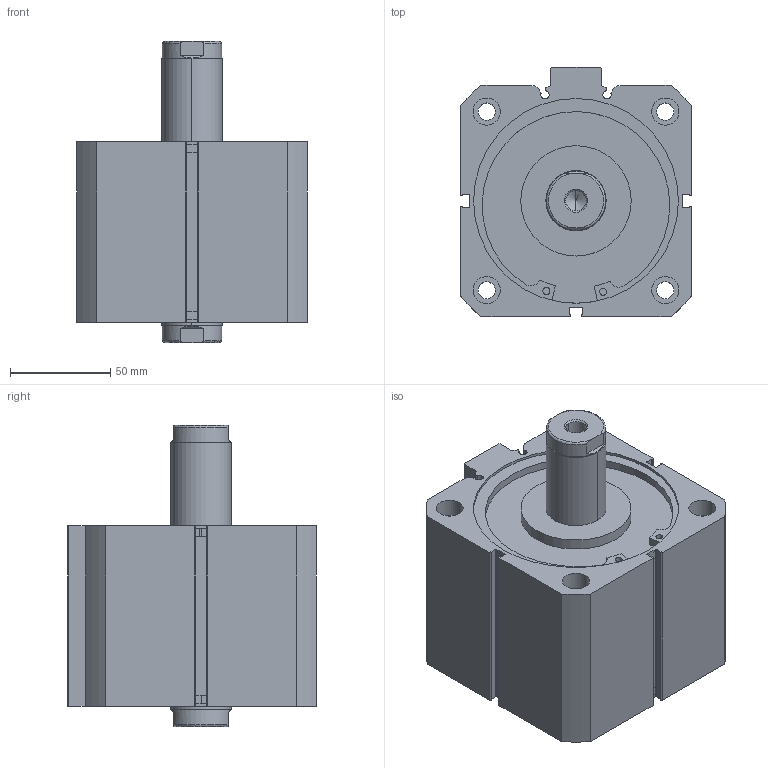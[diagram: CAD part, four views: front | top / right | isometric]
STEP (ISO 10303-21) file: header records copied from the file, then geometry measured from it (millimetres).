
FILE_DESCRIPTION (( 'STEP AP214' ), '1' );
FILE_NAME ('KSD-100-40-CYLINDER.STEP', '2013-07-24T08:41:29', ( '' ), ( '' ), 'SwSTEP 2.0', 'SolidWorks 2010', '' );
FILE_SCHEMA (( 'AUTOMOTIVE_DESIGN' ));
Length unit declared in the file: millimetre
Products named in the file (5): KSD 100   BORU_MANYETÝKLÝ BORU; KSD  100  M尳; Circlip for Bores normal_din1_Circlip DIN 472 - 102 x 4; KSD 100  ﾖN  KAPAK_MANYETﾝKLﾝ ﾝﾇﾝN; KSD-100-40-CYLINDER
Assembly tree (6 placements, depth 2):
  KSD-100-40-CYLINDER
    KSD 100  ﾖN  KAPAK_MANYETﾝKLﾝ ﾝﾇﾝN  x2
    KSD 100   BORU_MANYETÝKLÝ BORU
    KSD  100  M尳
    Circlip for Bores normal_din1_Circlip DIN 472 - 102 x 4  x2
Bounding box: 115 x 124 x 150 mm (x, y, z)
Volume: 840347.6 mm3; surface area: 188381.4 mm2
Topology: 6 solids, 6 shells, 257 faces, 641 edges, 416 vertices
Faces by surface type: cylinder 143, plane 90, cone 20, torus 4
Entity records: 7214 total; most frequent: CARTESIAN_POINT 1375, DIRECTION 1226, ORIENTED_EDGE 1088, EDGE_CURVE 544, AXIS2_PLACEMENT_3D 473, VERTEX_POINT 354, LINE 280, VECTOR 280
